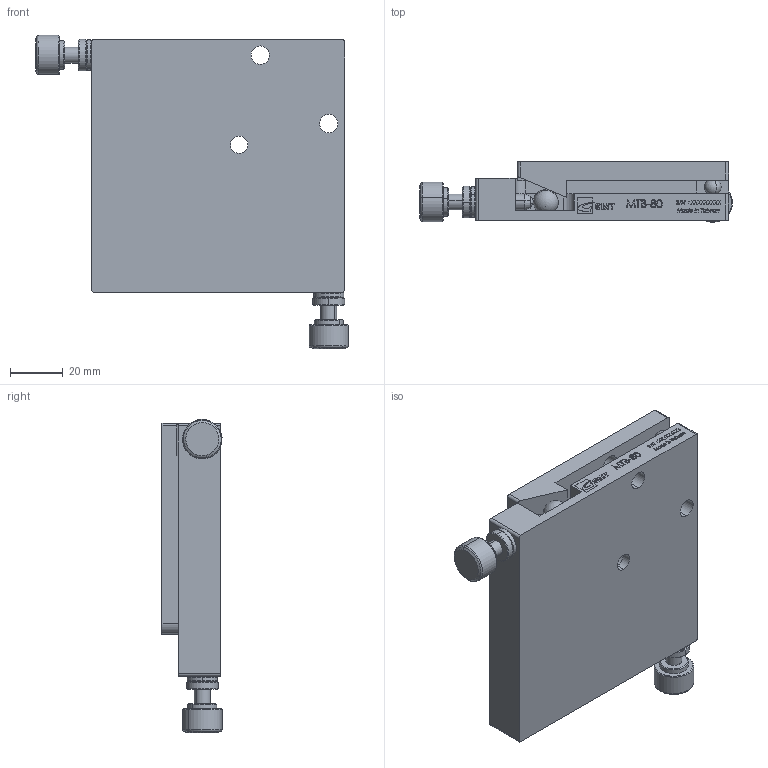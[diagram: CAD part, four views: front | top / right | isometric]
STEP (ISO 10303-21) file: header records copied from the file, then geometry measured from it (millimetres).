
FILE_DESCRIPTION (( 'STEP AP203' ), '1' );
FILE_NAME ('MTB-80«¬¿ý.STEP', '2013-10-09T05:43:59', ( '' ), ( '' ), 'SwSTEP 2.0', 'SolidWorks 2013', '' );
FILE_SCHEMA (( 'CONFIG_CONTROL_DESIGN' ));
Length unit declared in the file: centimetre
Products named in the file (3): MTB-80型錄; Group1^MTB-80型錄; Group3^MTB-80型錄
Assembly tree (2 placements, depth 2):
  MTB-80型錄
    Group1^MTB-80型錄
    Group3^MTB-80型錄
Bounding box: 118.77 x 22.78 x 118.86 mm (x, y, z)
Volume: 153168.4 mm3; surface area: 44242.1 mm2
Topology: 4 solids, 4 shells, 666 faces, 1771 edges, 1166 vertices
Faces by surface type: plane 376, bspline 127, cylinder 111, cone 32, sphere 16, torus 4
Entity records: 26941 total; most frequent: CARTESIAN_POINT 10819, ORIENTED_EDGE 3484, DIRECTION 2854, EDGE_CURVE 1742, VECTOR 1198, LINE 1198, VERTEX_POINT 1149, AXIS2_PLACEMENT_3D 828
